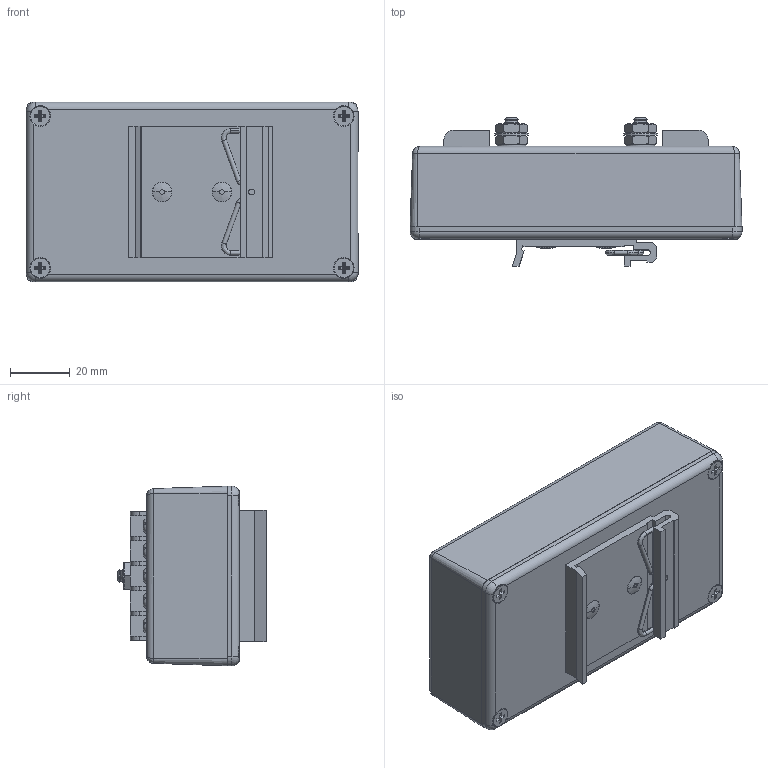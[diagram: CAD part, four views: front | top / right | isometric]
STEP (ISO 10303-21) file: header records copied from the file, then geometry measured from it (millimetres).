
FILE_DESCRIPTION (( 'STEP AP214' ), '1' );
FILE_NAME ('HGLND-CL2-XX.STEP', '2012-11-07T19:48:52', ( 'x' ), ( '' ), 'SwSTEP 2.0', 'SolidWorks 2012', '' );
FILE_SCHEMA (( 'AUTOMOTIVE_DESIGN' ));
Length unit declared in the file: inch
Products named in the file (13): 1-8_ PopR_Head; DIN-MNT44; DIN-MNT44_wire clip; DIN-MNT44_extrusion; XFS-0039; XFW-0004; XFW-0002; XFS-0026; XFN-0003; XM218-01_Standard; HYP195; 1AT02-016; HGLND-CL2-XX
Assembly tree (22 placements, depth 3):
  HGLND-CL2-XX
    1AT02-016
    HYP195
    XM218-01_Standard
    XFN-0003  x4
    XFS-0026  x2
    XFW-0002  x2
    XFW-0004  x2
    XFS-0039  x4
    DIN-MNT44
      DIN-MNT44_extrusion
      DIN-MNT44_wire clip
    1-8_ PopR_Head  x2
Bounding box: 111.15 x 49.67 x 60.2 mm (x, y, z)
Volume: 62759.7 mm3; surface area: 69617.6 mm2
Topology: 21 solids, 21 shells, 1667 faces, 4048 edges, 2452 vertices
Faces by surface type: cone 662, plane 640, cylinder 271, torus 72, bspline 18, sphere 4
Entity records: 46173 total; most frequent: CARTESIAN_POINT 9115, DIRECTION 5417, ORIENTED_EDGE 5362, EDGE_CURVE 2681, AXIS2_PLACEMENT_3D 1866, VERTEX_POINT 1688, LINE 1685, VECTOR 1685
